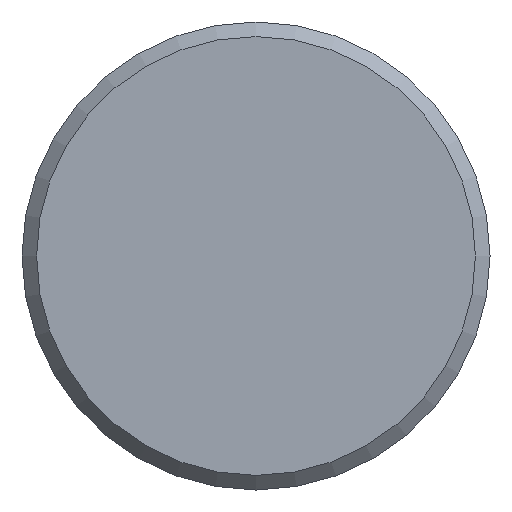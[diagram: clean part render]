
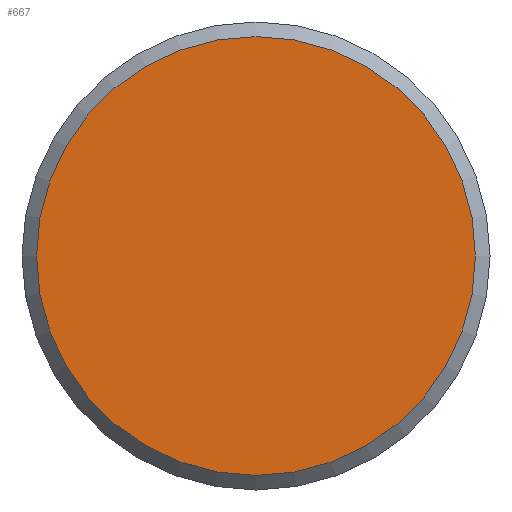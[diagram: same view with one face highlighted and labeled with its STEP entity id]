
A CAD part, front view. The second image highlights one B-rep face of the part: STEP entity #667.
In plain terms, the highlighted planar face has unit normal (0, -1, 0).
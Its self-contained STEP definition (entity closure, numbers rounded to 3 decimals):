
#56=PLANE('',#746);
#84=FACE_OUTER_BOUND('',#125,.T.);
#125=EDGE_LOOP('',(#510));
#244=CIRCLE('',#743,15.);
#301=VERTEX_POINT('',#1160);
#375=EDGE_CURVE('',#301,#301,#244,.T.);
#510=ORIENTED_EDGE('',*,*,#375,.T.);
#667=ADVANCED_FACE('',(#84),#56,.T.);
#743=AXIS2_PLACEMENT_3D('',#1161,#884,#885);
#746=AXIS2_PLACEMENT_3D('',#1167,#891,#892);
#884=DIRECTION('center_axis',(0.,-1.,0.));
#885=DIRECTION('ref_axis',(1.,0.,0.));
#891=DIRECTION('center_axis',(0.,-1.,0.));
#892=DIRECTION('ref_axis',(0.,0.,-1.));
#1160=CARTESIAN_POINT('',(-15.,-25.,0.));
#1161=CARTESIAN_POINT('Origin',(0.,-25.,0.));
#1167=CARTESIAN_POINT('Origin',(7.5,-25.,0.));
